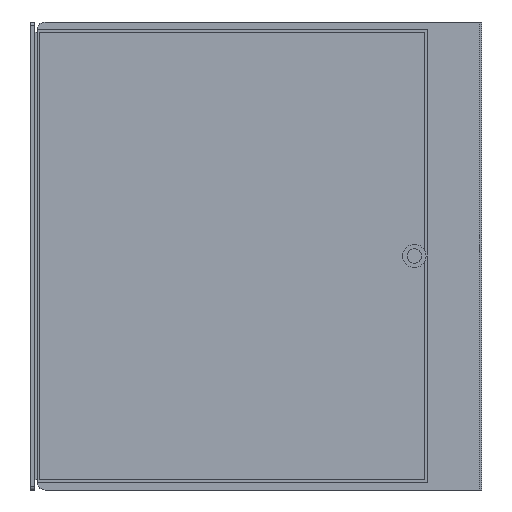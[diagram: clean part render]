
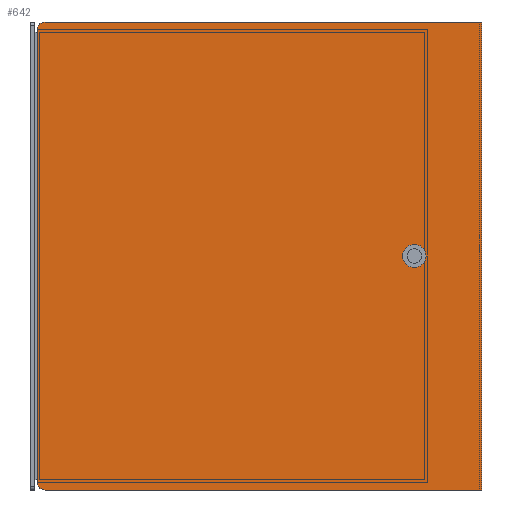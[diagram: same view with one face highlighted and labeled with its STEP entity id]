
A CAD part, left-side view. The second image highlights one B-rep face of the part: STEP entity #642.
In plain terms, the highlighted planar face has unit normal (-1, 0, 0).
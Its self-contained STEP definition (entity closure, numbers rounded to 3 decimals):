
#1 = VERTEX_POINT ( 'NONE', #121 ) ;
#35 = CARTESIAN_POINT ( 'NONE',  ( -500., -19., 300. ) ) ;
#84 = CIRCLE ( 'NONE', #2017, 15. ) ;
#114 = VERTEX_POINT ( 'NONE', #342 ) ;
#121 = CARTESIAN_POINT ( 'NONE',  ( -500., -19., -300. ) ) ;
#201 = CARTESIAN_POINT ( 'NONE',  ( -500., -492.5, 0. ) ) ;
#243 = VECTOR ( 'NONE', #1552, 1000. ) ;
#259 = LINE ( 'NONE', #2320, #796 ) ;
#292 = CARTESIAN_POINT ( 'NONE',  ( -500., -579., -300. ) ) ;
#323 = FACE_BOUND ( 'NONE', #1260, .T. ) ;
#342 = CARTESIAN_POINT ( 'NONE',  ( -500., -9., -290. ) ) ;
#346 = AXIS2_PLACEMENT_3D ( 'NONE', #748, #928, #2162 ) ;
#351 = ORIENTED_EDGE ( 'NONE', *, *, #432, .F. ) ;
#405 = CARTESIAN_POINT ( 'NONE',  ( -500., -492.5, -15. ) ) ;
#432 = EDGE_CURVE ( 'NONE', #1473, #1, #716, .T. ) ;
#473 = CARTESIAN_POINT ( 'NONE',  ( -500., -12., -300. ) ) ;
#479 = EDGE_CURVE ( 'NONE', #1473, #547, #605, .T. ) ;
#495 = CARTESIAN_POINT ( 'NONE',  ( -500., -19., 290. ) ) ;
#547 = VERTEX_POINT ( 'NONE', #777 ) ;
#605 = LINE ( 'NONE', #2118, #1153 ) ;
#642 = ADVANCED_FACE ( 'NONE', ( #323, #750 ), #973, .F. ) ;
#648 = DIRECTION ( 'NONE',  ( -1., 0., 0. ) ) ;
#658 = CIRCLE ( 'NONE', #1416, 10. ) ;
#716 = LINE ( 'NONE', #473, #243 ) ;
#748 = CARTESIAN_POINT ( 'NONE',  ( -500., -19., -290. ) ) ;
#750 = FACE_OUTER_BOUND ( 'NONE', #1936, .T. ) ;
#763 = EDGE_CURVE ( 'NONE', #814, #114, #2323, .T. ) ;
#777 = CARTESIAN_POINT ( 'NONE',  ( -500., -579., 300. ) ) ;
#782 = ORIENTED_EDGE ( 'NONE', *, *, #2077, .T. ) ;
#796 = VECTOR ( 'NONE', #2329, 1000. ) ;
#814 = VERTEX_POINT ( 'NONE', #2252 ) ;
#846 = VERTEX_POINT ( 'NONE', #35 ) ;
#851 = DIRECTION ( 'NONE',  ( 0., 0., 1. ) ) ;
#887 = ORIENTED_EDGE ( 'NONE', *, *, #763, .T. ) ;
#919 = CIRCLE ( 'NONE', #346, 10. ) ;
#928 = DIRECTION ( 'NONE',  ( -1., 0., 0. ) ) ;
#973 = PLANE ( 'NONE',  #1226 ) ;
#1005 = CARTESIAN_POINT ( 'NONE',  ( -500., -12., 300. ) ) ;
#1057 = DIRECTION ( 'NONE',  ( 0., 0., -1. ) ) ;
#1146 = DIRECTION ( 'NONE',  ( 1., 0., 0. ) ) ;
#1152 = EDGE_CURVE ( 'NONE', #846, #814, #658, .T. ) ;
#1153 = VECTOR ( 'NONE', #851, 1000. ) ;
#1160 = DIRECTION ( 'NONE',  ( 0., 0., -1. ) ) ;
#1191 = EDGE_CURVE ( 'NONE', #2235, #2235, #84, .T. ) ;
#1226 = AXIS2_PLACEMENT_3D ( 'NONE', #1005, #1146, #1160 ) ;
#1260 = EDGE_LOOP ( 'NONE', ( #1373 ) ) ;
#1311 = ORIENTED_EDGE ( 'NONE', *, *, #1729, .T. ) ;
#1373 = ORIENTED_EDGE ( 'NONE', *, *, #1191, .F. ) ;
#1416 = AXIS2_PLACEMENT_3D ( 'NONE', #495, #1664, #1057 ) ;
#1473 = VERTEX_POINT ( 'NONE', #292 ) ;
#1552 = DIRECTION ( 'NONE',  ( 0., 1., 0. ) ) ;
#1664 = DIRECTION ( 'NONE',  ( -1., 0., 0. ) ) ;
#1729 = EDGE_CURVE ( 'NONE', #114, #1, #919, .T. ) ;
#1737 = DIRECTION ( 'NONE',  ( 0., 0., -1. ) ) ;
#1741 = ORIENTED_EDGE ( 'NONE', *, *, #479, .T. ) ;
#1849 = VECTOR ( 'NONE', #2204, 1000. ) ;
#1936 = EDGE_LOOP ( 'NONE', ( #887, #1311, #351, #1741, #782, #2164 ) ) ;
#2017 = AXIS2_PLACEMENT_3D ( 'NONE', #201, #648, #1737 ) ;
#2077 = EDGE_CURVE ( 'NONE', #547, #846, #259, .T. ) ;
#2118 = CARTESIAN_POINT ( 'NONE',  ( -500., -579., -376.158 ) ) ;
#2162 = DIRECTION ( 'NONE',  ( 0., 0., -1. ) ) ;
#2163 = CARTESIAN_POINT ( 'NONE',  ( -500., -9., 300. ) ) ;
#2164 = ORIENTED_EDGE ( 'NONE', *, *, #1152, .T. ) ;
#2204 = DIRECTION ( 'NONE',  ( 0., 0., -1. ) ) ;
#2235 = VERTEX_POINT ( 'NONE', #405 ) ;
#2252 = CARTESIAN_POINT ( 'NONE',  ( -500., -9., 290. ) ) ;
#2320 = CARTESIAN_POINT ( 'NONE',  ( -500., -12., 300. ) ) ;
#2323 = LINE ( 'NONE', #2163, #1849 ) ;
#2329 = DIRECTION ( 'NONE',  ( 0., 1., 0. ) ) ;
